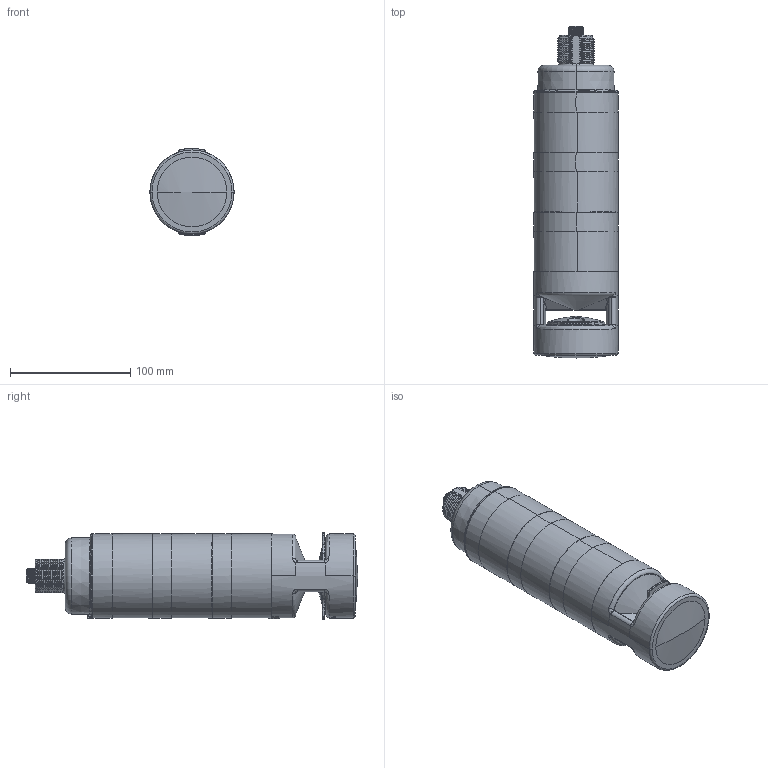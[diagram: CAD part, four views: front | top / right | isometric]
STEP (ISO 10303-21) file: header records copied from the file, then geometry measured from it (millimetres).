
FILE_DESCRIPTION((''),'2;1');
FILE_NAME('233622_SM01_ASM','2024-06-10T14:37:40',('banengservice'),('BANNER ENGINEERING'),'CREO PARAMETRIC BY PTC INC, 2022414','CREO PARAMETRIC BY PTC INC, 2022414','');
FILE_SCHEMA(('CONFIG_CONTROL_DESIGN'));
Length unit declared in the file: millimetre
Products named in the file (2): 233622_EP01; 233622_SM01_ASM
Assembly tree (1 placements, depth 2):
  233622_SM01_ASM
    233622_EP01
Bounding box: 70.19 x 276.56 x 73 mm (x, y, z)
Volume: 864979.6 mm3; surface area: 78880.7 mm2
Topology: 1 solids, 1 shells, 903 faces, 2406 edges, 1524 vertices
Faces by surface type: cylinder 316, bspline 266, plane 191, cone 48, torus 46, extrusion 22, sphere 10, revolution 4
Entity records: 56802 total; most frequent: CARTESIAN_POINT 36838, ORIENTED_EDGE 4804, DIRECTION 3290, EDGE_CURVE 2402, VERTEX_POINT 1524, AXIS2_PLACEMENT_3D 1315, B_SPLINE_CURVE_WITH_KNOTS 1093, EDGE_LOOP 934
